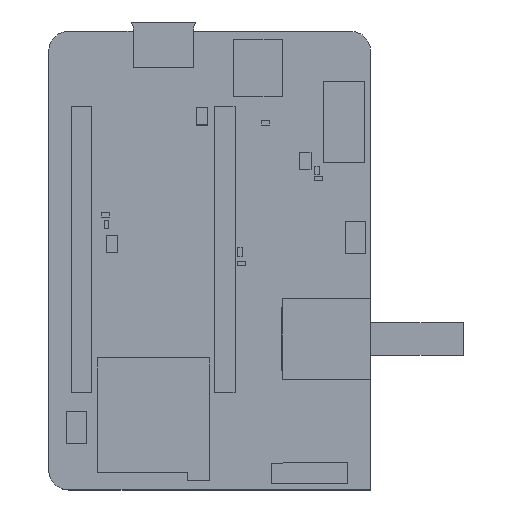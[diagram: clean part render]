
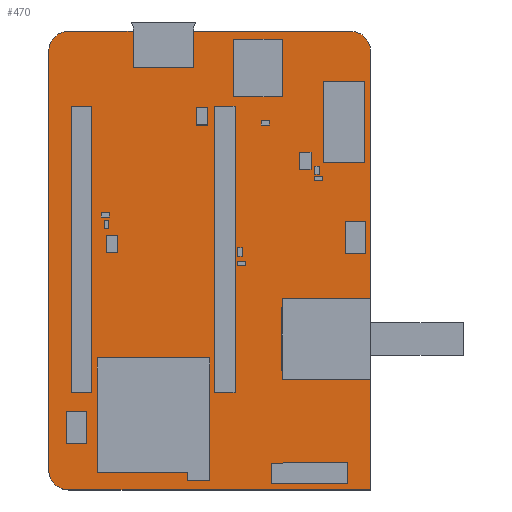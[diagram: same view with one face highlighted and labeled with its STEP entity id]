
A CAD part, top view. The second image highlights one B-rep face of the part: STEP entity #470.
In plain terms, the highlighted planar face has unit normal (0, 0, 1).
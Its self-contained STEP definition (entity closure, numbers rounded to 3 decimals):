
#111 = VERTEX_POINT('',#112);
#112 = CARTESIAN_POINT('',(0.,2.513,0.));
#118 = EDGE_CURVE('',#111,#119,#121,.T.);
#119 = VERTEX_POINT('',#120);
#120 = CARTESIAN_POINT('',(0.,54.5,0.));
#121 = LINE('',#122,#123);
#122 = CARTESIAN_POINT('',(0.,2.513,0.));
#123 = VECTOR('',#124,1.);
#124 = DIRECTION('',(0.,1.,0.));
#149 = EDGE_CURVE('',#119,#150,#152,.T.);
#150 = VERTEX_POINT('',#151);
#151 = CARTESIAN_POINT('',(2.5,57.,0.));
#152 = CIRCLE('',#153,2.499);
#153 = AXIS2_PLACEMENT_3D('',#154,#155,#156);
#154 = CARTESIAN_POINT('',(2.499,54.501,0.));
#155 = DIRECTION('',(0.,0.,-1.));
#156 = DIRECTION('',(-1.,0.,0.));
#182 = EDGE_CURVE('',#150,#183,#185,.T.);
#183 = VERTEX_POINT('',#184);
#184 = CARTESIAN_POINT('',(37.5,57.,0.));
#185 = LINE('',#186,#187);
#186 = CARTESIAN_POINT('',(2.5,57.,0.));
#187 = VECTOR('',#188,1.);
#188 = DIRECTION('',(1.,0.,0.));
#213 = EDGE_CURVE('',#183,#214,#216,.T.);
#214 = VERTEX_POINT('',#215);
#215 = CARTESIAN_POINT('',(40.,54.5,0.));
#216 = CIRCLE('',#217,2.499);
#217 = AXIS2_PLACEMENT_3D('',#218,#219,#220);
#218 = CARTESIAN_POINT('',(37.501,54.501,0.));
#219 = DIRECTION('',(0.,0.,-1.));
#220 = DIRECTION('',(0.,1.,0.));
#246 = EDGE_CURVE('',#214,#247,#249,.T.);
#247 = VERTEX_POINT('',#248);
#248 = CARTESIAN_POINT('',(40.,22.64,0.));
#249 = LINE('',#250,#251);
#250 = CARTESIAN_POINT('',(40.,54.5,0.));
#251 = VECTOR('',#252,1.);
#252 = DIRECTION('',(0.,-1.,0.));
#277 = EDGE_CURVE('',#247,#278,#280,.T.);
#278 = VERTEX_POINT('',#279);
#279 = CARTESIAN_POINT('',(28.9,22.64,0.));
#280 = LINE('',#281,#282);
#281 = CARTESIAN_POINT('',(40.,22.64,0.));
#282 = VECTOR('',#283,1.);
#283 = DIRECTION('',(-1.,0.,0.));
#308 = EDGE_CURVE('',#278,#309,#311,.T.);
#309 = VERTEX_POINT('',#310);
#310 = CARTESIAN_POINT('',(28.9,14.84,0.));
#311 = LINE('',#312,#313);
#312 = CARTESIAN_POINT('',(28.9,22.64,0.));
#313 = VECTOR('',#314,1.);
#314 = DIRECTION('',(0.,-1.,0.));
#339 = EDGE_CURVE('',#309,#340,#342,.T.);
#340 = VERTEX_POINT('',#341);
#341 = CARTESIAN_POINT('',(40.,14.84,0.));
#342 = LINE('',#343,#344);
#343 = CARTESIAN_POINT('',(28.9,14.84,0.));
#344 = VECTOR('',#345,1.);
#345 = DIRECTION('',(1.,0.,0.));
#370 = EDGE_CURVE('',#340,#371,#373,.T.);
#371 = VERTEX_POINT('',#372);
#372 = CARTESIAN_POINT('',(40.,0.,0.));
#373 = LINE('',#374,#375);
#374 = CARTESIAN_POINT('',(40.,14.84,0.));
#375 = VECTOR('',#376,1.);
#376 = DIRECTION('',(0.,-1.,0.));
#401 = EDGE_CURVE('',#371,#402,#404,.T.);
#402 = VERTEX_POINT('',#403);
#403 = CARTESIAN_POINT('',(2.5,0.,0.));
#404 = LINE('',#405,#406);
#405 = CARTESIAN_POINT('',(40.,0.,0.));
#406 = VECTOR('',#407,1.);
#407 = DIRECTION('',(-1.,0.,0.));
#432 = EDGE_CURVE('',#402,#111,#433,.T.);
#433 = CIRCLE('',#434,2.499);
#434 = AXIS2_PLACEMENT_3D('',#435,#436,#437);
#435 = CARTESIAN_POINT('',(2.499,2.499,0.));
#436 = DIRECTION('',(0.,0.,-1.));
#437 = DIRECTION('',(0.,-1.,0.));
#470 = ADVANCED_FACE('',(#471),#484,.T.);
#471 = FACE_BOUND('',#472,.F.);
#472 = EDGE_LOOP('',(#473,#474,#475,#476,#477,#478,#479,#480,#481,#482,
    #483));
#473 = ORIENTED_EDGE('',*,*,#118,.T.);
#474 = ORIENTED_EDGE('',*,*,#149,.T.);
#475 = ORIENTED_EDGE('',*,*,#182,.T.);
#476 = ORIENTED_EDGE('',*,*,#213,.T.);
#477 = ORIENTED_EDGE('',*,*,#246,.T.);
#478 = ORIENTED_EDGE('',*,*,#277,.T.);
#479 = ORIENTED_EDGE('',*,*,#308,.T.);
#480 = ORIENTED_EDGE('',*,*,#339,.T.);
#481 = ORIENTED_EDGE('',*,*,#370,.T.);
#482 = ORIENTED_EDGE('',*,*,#401,.T.);
#483 = ORIENTED_EDGE('',*,*,#432,.T.);
#484 = PLANE('',#485);
#485 = AXIS2_PLACEMENT_3D('',#486,#487,#488);
#486 = CARTESIAN_POINT('',(0.,2.513,0.));
#487 = DIRECTION('',(0.,0.,1.));
#488 = DIRECTION('',(1.,0.,0.));
